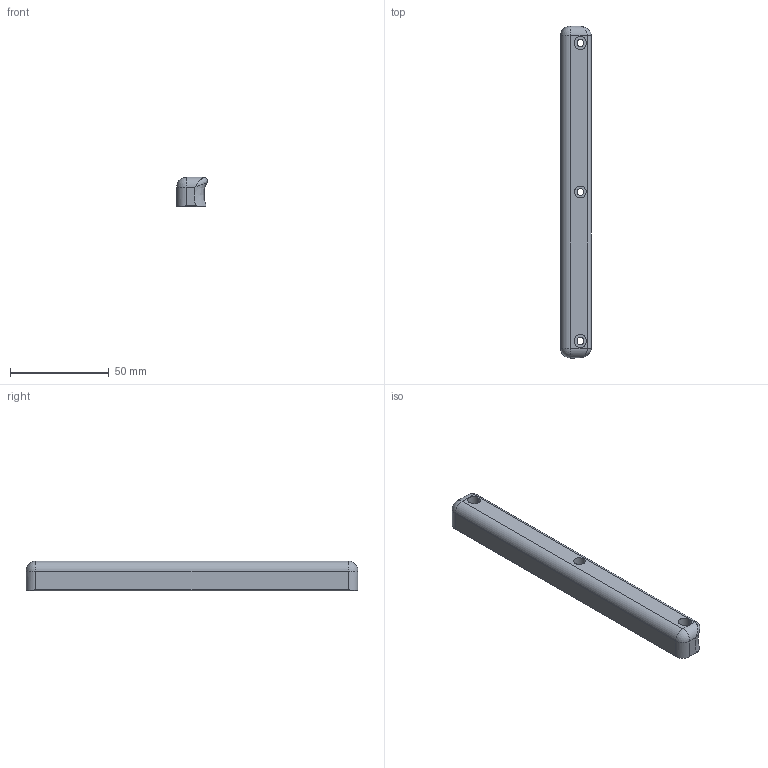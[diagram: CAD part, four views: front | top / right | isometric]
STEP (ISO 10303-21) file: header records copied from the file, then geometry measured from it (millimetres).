
FILE_DESCRIPTION(/* description */ (''),/* implementation_level */ '2;1');
FILE_NAME(/* name */ 'K3_Minimalist_Handles.step',/* time_stamp */ '2022-06-21T05:14:21-05:00',/* author */ (''),/* organization */ (''),/* preprocessor_version */ 'ST-DEVELOPER v19',/* originating_system */ 'Autodesk Translation Framework v11.7.0.108',/* authorisation */ '');
FILE_SCHEMA (('AUTOMOTIVE_DESIGN { 1 0 10303 214 3 1 1 }'));
Length unit declared in the file: millimetre
Products named in the file (1): K3 Handles
Bounding box: 15.55 x 168 x 15 mm (x, y, z)
Volume: 34288.4 mm3; surface area: 10388.9 mm2
Topology: 1 solids, 1 shells, 56 faces, 134 edges, 81 vertices
Faces by surface type: plane 23, cylinder 16, bspline 8, cone 7, sphere 2
Full cylindrical faces by diameter (mm): 3.4 x1, 6 x1
Entity records: 2011 total; most frequent: CARTESIAN_POINT 728, ORIENTED_EDGE 264, DIRECTION 245, EDGE_CURVE 132, AXIS2_PLACEMENT_3D 90, VERTEX_POINT 81, EDGE_LOOP 65, LINE 65
